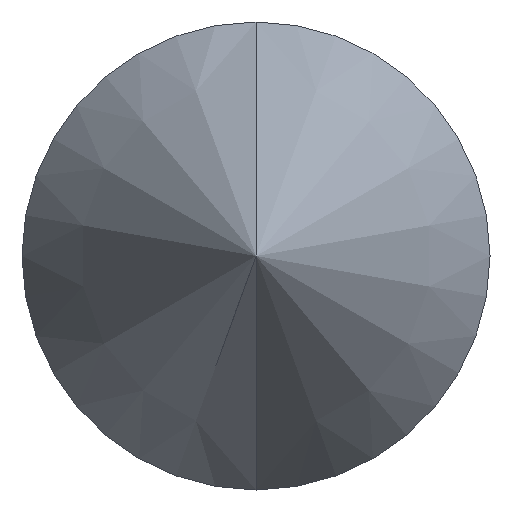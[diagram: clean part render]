
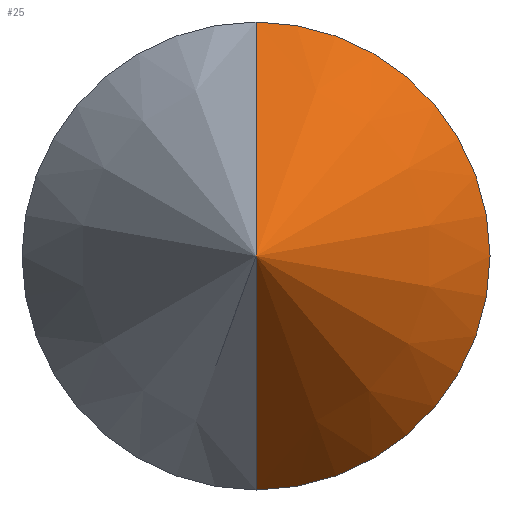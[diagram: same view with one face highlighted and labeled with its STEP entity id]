
A CAD part, front view. The second image highlights one B-rep face of the part: STEP entity #25.
In plain terms, the highlighted conical face has half-angle 30 degrees and reference radius 577.35 mm.
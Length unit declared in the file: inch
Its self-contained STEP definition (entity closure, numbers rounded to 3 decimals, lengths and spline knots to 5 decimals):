
#10 = CARTESIAN_POINT ( 'NONE',  ( 0., 0.16238, -0.09375 ) ) ;
#13 = LINE ( 'NONE', #35, #211 ) ;
#24 = CARTESIAN_POINT ( 'NONE',  ( 0., 0.16238, 0.09375 ) ) ;
#25 = ADVANCED_FACE ( 'NONE', ( #101 ), #212, .T. ) ;
#27 = VECTOR ( 'NONE', #73, 39.37008 ) ;
#29 = ORIENTED_EDGE ( 'NONE', *, *, #75, .F. ) ;
#30 = CARTESIAN_POINT ( 'NONE',  ( 0., 0.16238, 0. ) ) ;
#32 = CARTESIAN_POINT ( 'NONE',  ( 0., 0., 0. ) ) ;
#35 = CARTESIAN_POINT ( 'NONE',  ( 0., 0., 0. ) ) ;
#42 = AXIS2_PLACEMENT_3D ( 'NONE', #30, #117, #195 ) ;
#51 = ORIENTED_EDGE ( 'NONE', *, *, #175, .T. ) ;
#57 = DIRECTION ( 'NONE',  ( 0., 0., 1. ) ) ;
#73 = DIRECTION ( 'NONE',  ( 0., 0.866, -0.5 ) ) ;
#74 = VERTEX_POINT ( 'NONE', #32 ) ;
#75 = EDGE_CURVE ( 'NONE', #74, #233, #13, .T. ) ;
#79 = ORIENTED_EDGE ( 'NONE', *, *, #93, .T. ) ;
#93 = EDGE_CURVE ( 'NONE', #74, #177, #174, .T. ) ;
#101 = FACE_OUTER_BOUND ( 'NONE', #219, .T. ) ;
#106 = DIRECTION ( 'NONE',  ( 0., 1., 0. ) ) ;
#117 = DIRECTION ( 'NONE',  ( 0., -1., 0. ) ) ;
#134 = DIRECTION ( 'NONE',  ( 0., 0.866, 0.5 ) ) ;
#147 = CARTESIAN_POINT ( 'NONE',  ( 0., 39.37008, 0. ) ) ;
#153 = CIRCLE ( 'NONE', #42, 0.09375 ) ;
#174 = LINE ( 'NONE', #257, #27 ) ;
#175 = EDGE_CURVE ( 'NONE', #177, #233, #153, .T. ) ;
#177 = VERTEX_POINT ( 'NONE', #10 ) ;
#195 = DIRECTION ( 'NONE',  ( 0., 0., -1. ) ) ;
#211 = VECTOR ( 'NONE', #134, 39.37008 ) ;
#212 = CONICAL_SURFACE ( 'NONE', #238, 22.73033, 0.524 ) ;
#219 = EDGE_LOOP ( 'NONE', ( #29, #79, #51 ) ) ;
#233 = VERTEX_POINT ( 'NONE', #24 ) ;
#238 = AXIS2_PLACEMENT_3D ( 'NONE', #147, #106, #57 ) ;
#257 = CARTESIAN_POINT ( 'NONE',  ( 0., 0., 0. ) ) ;
